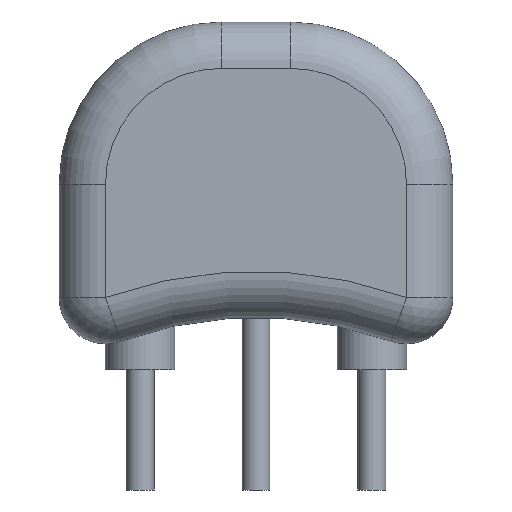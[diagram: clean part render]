
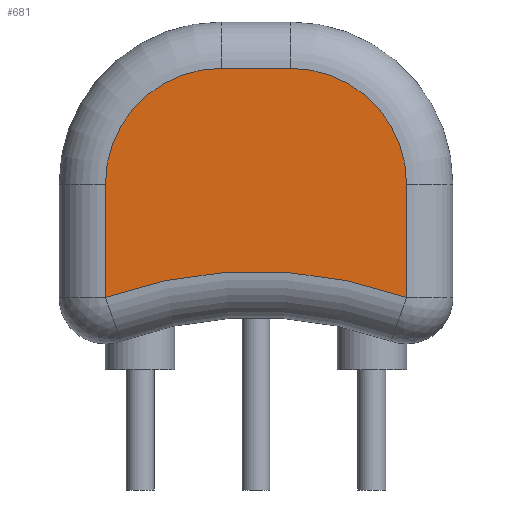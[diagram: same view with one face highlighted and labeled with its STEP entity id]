
A CAD part, front view. The second image highlights one B-rep face of the part: STEP entity #681.
In plain terms, the highlighted planar face has unit normal (0, -1, 0).
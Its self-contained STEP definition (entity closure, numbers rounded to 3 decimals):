
#52 = VERTEX_POINT('',#53);
#53 = CARTESIAN_POINT('',(-3.25,-1.75,1.555));
#87 = VERTEX_POINT('',#88);
#88 = CARTESIAN_POINT('',(3.25,-1.75,1.555));
#416 = VERTEX_POINT('',#417);
#417 = CARTESIAN_POINT('',(3.25,-1.75,4.));
#424 = EDGE_CURVE('',#416,#87,#425,.T.);
#425 = LINE('',#426,#427);
#426 = CARTESIAN_POINT('',(3.25,-1.75,5.625));
#427 = VECTOR('',#428,1.);
#428 = DIRECTION('',(0.,0.,-1.));
#448 = VERTEX_POINT('',#449);
#449 = CARTESIAN_POINT('',(0.75,-1.75,6.5));
#456 = EDGE_CURVE('',#448,#416,#457,.T.);
#457 = CIRCLE('',#458,2.5);
#458 = AXIS2_PLACEMENT_3D('',#459,#460,#461);
#459 = CARTESIAN_POINT('',(0.75,-1.75,4.));
#460 = DIRECTION('',(0.,1.,0.));
#461 = DIRECTION('',(0.707,-0.,0.707));
#482 = VERTEX_POINT('',#483);
#483 = CARTESIAN_POINT('',(-0.75,-1.75,6.5));
#490 = EDGE_CURVE('',#482,#448,#491,.T.);
#491 = LINE('',#492,#493);
#492 = CARTESIAN_POINT('',(-2.125,-1.75,6.5));
#493 = VECTOR('',#494,1.);
#494 = DIRECTION('',(1.,0.,0.));
#514 = VERTEX_POINT('',#515);
#515 = CARTESIAN_POINT('',(-3.25,-1.75,4.));
#522 = EDGE_CURVE('',#514,#482,#523,.T.);
#523 = CIRCLE('',#524,2.5);
#524 = AXIS2_PLACEMENT_3D('',#525,#526,#527);
#525 = CARTESIAN_POINT('',(-0.75,-1.75,4.));
#526 = DIRECTION('',(0.,1.,0.));
#527 = DIRECTION('',(-0.707,0.,0.707));
#546 = EDGE_CURVE('',#52,#514,#547,.T.);
#547 = LINE('',#548,#549);
#548 = CARTESIAN_POINT('',(-3.25,-1.75,1.875));
#549 = VECTOR('',#550,1.);
#550 = DIRECTION('',(0.,0.,1.));
#568 = EDGE_CURVE('',#87,#52,#569,.T.);
#569 = CIRCLE('',#570,9.62);
#570 = AXIS2_PLACEMENT_3D('',#571,#572,#573);
#571 = CARTESIAN_POINT('',(0.,-1.75,-7.5));
#572 = DIRECTION('',(0.,-1.,0.));
#573 = DIRECTION('',(0.,0.,1.));
#681 = ADVANCED_FACE('',(#682),#690,.T.);
#682 = FACE_BOUND('',#683,.T.);
#683 = EDGE_LOOP('',(#684,#685,#686,#687,#688,#689));
#684 = ORIENTED_EDGE('',*,*,#424,.F.);
#685 = ORIENTED_EDGE('',*,*,#456,.F.);
#686 = ORIENTED_EDGE('',*,*,#490,.F.);
#687 = ORIENTED_EDGE('',*,*,#522,.F.);
#688 = ORIENTED_EDGE('',*,*,#546,.F.);
#689 = ORIENTED_EDGE('',*,*,#568,.F.);
#690 = PLANE('',#691);
#691 = AXIS2_PLACEMENT_3D('',#692,#693,#694);
#692 = CARTESIAN_POINT('',(0.,-1.75,3.75));
#693 = DIRECTION('',(0.,-1.,0.));
#694 = DIRECTION('',(0.,0.,-1.));
